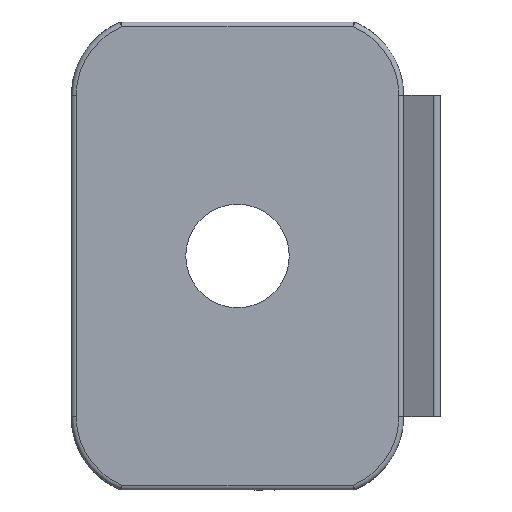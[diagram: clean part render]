
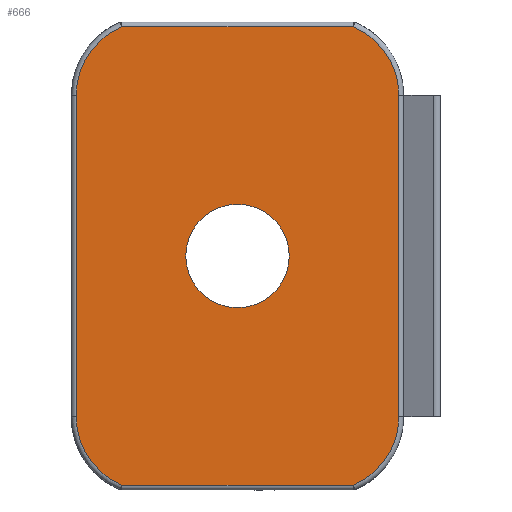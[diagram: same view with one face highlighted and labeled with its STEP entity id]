
A CAD part, front view. The second image highlights one B-rep face of the part: STEP entity #666.
In plain terms, the highlighted planar face has unit normal (0, -1, 0).
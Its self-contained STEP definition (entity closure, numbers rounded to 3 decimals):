
#111 = VERTEX_POINT ( 'NONE', #1432 ) ;
#124 = DIRECTION ( 'NONE',  ( 0., 0., 1. ) ) ;
#444 = EDGE_CURVE ( 'NONE', #5835, #10927, #1257, .T. ) ;
#666 = ADVANCED_FACE ( 'NONE', ( #2733, #10095 ), #11952, .F. ) ;
#820 = EDGE_CURVE ( 'NONE', #10927, #5156, #12157, .T. ) ;
#921 = VECTOR ( 'NONE', #3186, 1000. ) ;
#1008 = VECTOR ( 'NONE', #1233, 1000. ) ;
#1040 = ORIENTED_EDGE ( 'NONE', *, *, #4305, .T. ) ;
#1094 = CARTESIAN_POINT ( 'NONE',  ( -18.598, 6.01, 17.302 ) ) ;
#1203 = ORIENTED_EDGE ( 'NONE', *, *, #820, .T. ) ;
#1233 = DIRECTION ( 'NONE',  ( 1., 0., 0. ) ) ;
#1257 = CIRCLE ( 'NONE', #5786, 3. ) ;
#1272 = CARTESIAN_POINT ( 'NONE',  ( -23.3, 6.01, -1.298 ) ) ;
#1318 = DIRECTION ( 'NONE',  ( 0., 0., 1. ) ) ;
#1332 = LINE ( 'NONE', #1272, #1008 ) ;
#1432 = CARTESIAN_POINT ( 'NONE',  ( -16.75, 6.01, 1.472 ) ) ;
#1444 = CARTESIAN_POINT ( 'NONE',  ( -18.598, 6.01, -1.298 ) ) ;
#1535 = CARTESIAN_POINT ( 'NONE',  ( -28.002, 6.01, -1.298 ) ) ;
#1588 = AXIS2_PLACEMENT_3D ( 'NONE', #11600, #5877, #124 ) ;
#1942 = ORIENTED_EDGE ( 'NONE', *, *, #3537, .T. ) ;
#2512 = ORIENTED_EDGE ( 'NONE', *, *, #10527, .T. ) ;
#2634 = LINE ( 'NONE', #8030, #10002 ) ;
#2710 = CARTESIAN_POINT ( 'NONE',  ( -23.3, 6.01, 5.902 ) ) ;
#2733 = FACE_OUTER_BOUND ( 'NONE', #8756, .T. ) ;
#2846 = VERTEX_POINT ( 'NONE', #5875 ) ;
#3048 = EDGE_CURVE ( 'NONE', #12010, #7349, #1332, .T. ) ;
#3186 = DIRECTION ( 'NONE',  ( 0., 0., -1. ) ) ;
#3227 = CARTESIAN_POINT ( 'NONE',  ( -29.85, 6.01, 17.502 ) ) ;
#3256 = CIRCLE ( 'NONE', #7355, 2.1 ) ;
#3537 = EDGE_CURVE ( 'NONE', #5156, #2846, #3941, .T. ) ;
#3575 = ORIENTED_EDGE ( 'NONE', *, *, #3048, .T. ) ;
#3670 = AXIS2_PLACEMENT_3D ( 'NONE', #7913, #7870, #7835 ) ;
#3779 = ORIENTED_EDGE ( 'NONE', *, *, #4095, .T. ) ;
#3835 = CIRCLE ( 'NONE', #1588, 2.1 ) ;
#3941 = CIRCLE ( 'NONE', #7265, 3. ) ;
#3973 = ORIENTED_EDGE ( 'NONE', *, *, #9993, .T. ) ;
#4095 = EDGE_CURVE ( 'NONE', #7349, #111, #4096, .T. ) ;
#4096 = CIRCLE ( 'NONE', #11269, 3. ) ;
#4203 = EDGE_CURVE ( 'NONE', #111, #5835, #2634, .T. ) ;
#4305 = EDGE_CURVE ( 'NONE', #7407, #12010, #9410, .T. ) ;
#4319 = DIRECTION ( 'NONE',  ( 0., 1., 0. ) ) ;
#4408 = DIRECTION ( 'NONE',  ( 0., 1., 0. ) ) ;
#5156 = VERTEX_POINT ( 'NONE', #5291 ) ;
#5291 = CARTESIAN_POINT ( 'NONE',  ( -28.002, 6.01, 17.302 ) ) ;
#5402 = CARTESIAN_POINT ( 'NONE',  ( -19.75, 6.01, 14.532 ) ) ;
#5643 = DIRECTION ( 'NONE',  ( 0., 0., 1. ) ) ;
#5670 = DIRECTION ( 'NONE',  ( 0., -1., 0. ) ) ;
#5681 = CARTESIAN_POINT ( 'NONE',  ( -26.85, 6.01, 14.532 ) ) ;
#5749 = ORIENTED_EDGE ( 'NONE', *, *, #444, .T. ) ;
#5786 = AXIS2_PLACEMENT_3D ( 'NONE', #5402, #10752, #6468 ) ;
#5835 = VERTEX_POINT ( 'NONE', #11841 ) ;
#5875 = CARTESIAN_POINT ( 'NONE',  ( -29.85, 6.01, 14.532 ) ) ;
#5877 = DIRECTION ( 'NONE',  ( 0., 1., 0. ) ) ;
#6468 = DIRECTION ( 'NONE',  ( 0., 0., 1. ) ) ;
#6567 = VERTEX_POINT ( 'NONE', #2710 ) ;
#6805 = ORIENTED_EDGE ( 'NONE', *, *, #11740, .T. ) ;
#7265 = AXIS2_PLACEMENT_3D ( 'NONE', #5681, #5670, #5643 ) ;
#7349 = VERTEX_POINT ( 'NONE', #1444 ) ;
#7355 = AXIS2_PLACEMENT_3D ( 'NONE', #10183, #4408, #11139 ) ;
#7407 = VERTEX_POINT ( 'NONE', #10255 ) ;
#7465 = DIRECTION ( 'NONE',  ( -1., 0., 0. ) ) ;
#7653 = CARTESIAN_POINT ( 'NONE',  ( -23.3, 6.01, 17.302 ) ) ;
#7835 = DIRECTION ( 'NONE',  ( 0., 0., 1. ) ) ;
#7870 = DIRECTION ( 'NONE',  ( 0., -1., 0. ) ) ;
#7913 = CARTESIAN_POINT ( 'NONE',  ( -26.85, 6.01, 1.472 ) ) ;
#8030 = CARTESIAN_POINT ( 'NONE',  ( -16.75, 6.01, 17.502 ) ) ;
#8289 = LINE ( 'NONE', #3227, #921 ) ;
#8719 = VERTEX_POINT ( 'NONE', #10413 ) ;
#8756 = EDGE_LOOP ( 'NONE', ( #3575, #3779, #11278, #5749, #1203, #1942, #3973, #1040 ) ) ;
#8924 = DIRECTION ( 'NONE',  ( 0., 0., 1. ) ) ;
#9343 = VECTOR ( 'NONE', #7465, 1000. ) ;
#9410 = CIRCLE ( 'NONE', #3670, 3. ) ;
#9924 = EDGE_LOOP ( 'NONE', ( #6805, #2512 ) ) ;
#9993 = EDGE_CURVE ( 'NONE', #2846, #7407, #8289, .T. ) ;
#10002 = VECTOR ( 'NONE', #8924, 1000. ) ;
#10095 = FACE_BOUND ( 'NONE', #9924, .T. ) ;
#10183 = CARTESIAN_POINT ( 'NONE',  ( -23.3, 6.01, 8.002 ) ) ;
#10255 = CARTESIAN_POINT ( 'NONE',  ( -29.85, 6.01, 1.472 ) ) ;
#10413 = CARTESIAN_POINT ( 'NONE',  ( -23.3, 6.01, 10.102 ) ) ;
#10527 = EDGE_CURVE ( 'NONE', #6567, #8719, #3256, .T. ) ;
#10752 = DIRECTION ( 'NONE',  ( 0., -1., 0. ) ) ;
#10927 = VERTEX_POINT ( 'NONE', #1094 ) ;
#11046 = DIRECTION ( 'NONE',  ( 0., 0., 1. ) ) ;
#11082 = DIRECTION ( 'NONE',  ( 0., -1., 0. ) ) ;
#11133 = CARTESIAN_POINT ( 'NONE',  ( -19.75, 6.01, 1.472 ) ) ;
#11139 = DIRECTION ( 'NONE',  ( 0., 0., 1. ) ) ;
#11269 = AXIS2_PLACEMENT_3D ( 'NONE', #11133, #11082, #11046 ) ;
#11278 = ORIENTED_EDGE ( 'NONE', *, *, #4203, .T. ) ;
#11600 = CARTESIAN_POINT ( 'NONE',  ( -23.3, 6.01, 8.002 ) ) ;
#11740 = EDGE_CURVE ( 'NONE', #8719, #6567, #3835, .T. ) ;
#11841 = CARTESIAN_POINT ( 'NONE',  ( -16.75, 6.01, 14.532 ) ) ;
#11952 = PLANE ( 'NONE',  #12277 ) ;
#12010 = VERTEX_POINT ( 'NONE', #1535 ) ;
#12116 = CARTESIAN_POINT ( 'NONE',  ( -23.3, 6.01, 17.502 ) ) ;
#12157 = LINE ( 'NONE', #7653, #9343 ) ;
#12277 = AXIS2_PLACEMENT_3D ( 'NONE', #12116, #4319, #1318 ) ;
